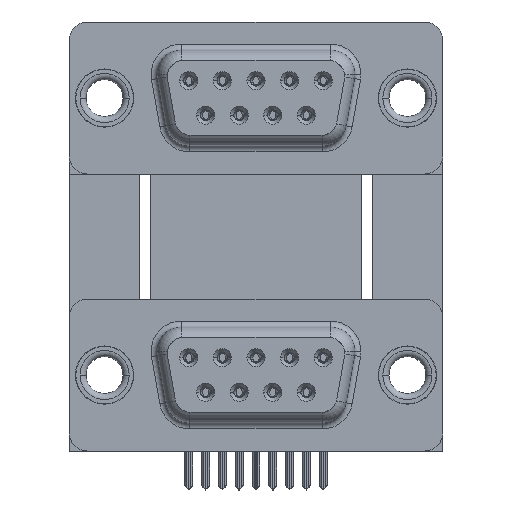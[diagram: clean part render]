
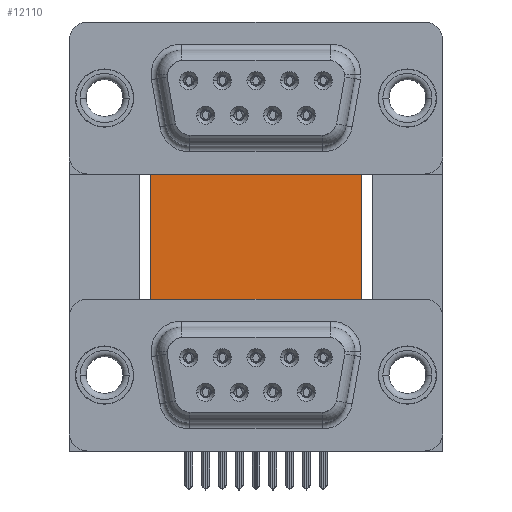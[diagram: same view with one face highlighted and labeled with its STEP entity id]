
A CAD part, top view. The second image highlights one B-rep face of the part: STEP entity #12110.
In plain terms, the highlighted planar face has unit normal (0, 0, 1).
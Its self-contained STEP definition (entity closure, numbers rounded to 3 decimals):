
#586 = DIRECTION ( 'NONE',  ( 0., -1., 0. ) ) ;
#674 = CARTESIAN_POINT ( 'NONE',  ( 3.79, 16.585, -12. ) ) ;
#897 = VERTEX_POINT ( 'NONE', #2487 ) ;
#1851 = LINE ( 'NONE', #5482, #15702 ) ;
#2487 = CARTESIAN_POINT ( 'NONE',  ( 3.79, -0.735, -12. ) ) ;
#3085 = CARTESIAN_POINT ( 'NONE',  ( 22.09, -3.735, -12. ) ) ;
#3140 = ORIENTED_EDGE ( 'NONE', *, *, #28690, .T. ) ;
#3545 = LINE ( 'NONE', #13356, #9510 ) ;
#3811 = DIRECTION ( 'NONE',  ( 1., 0., 0. ) ) ;
#4087 = DIRECTION ( 'NONE',  ( 0., -1., 0. ) ) ;
#4296 = LINE ( 'NONE', #674, #6358 ) ;
#4824 = DIRECTION ( 'NONE',  ( -1., 0., 0. ) ) ;
#5254 = PLANE ( 'NONE',  #14331 ) ;
#5482 = CARTESIAN_POINT ( 'NONE',  ( 22.09, -4.635, -12. ) ) ;
#5644 = VECTOR ( 'NONE', #22650, 1000. ) ;
#5703 = EDGE_CURVE ( 'NONE', #11075, #28527, #11877, .T. ) ;
#6192 = EDGE_CURVE ( 'NONE', #9379, #29404, #1851, .T. ) ;
#6327 = LINE ( 'NONE', #41633, #34980 ) ;
#6358 = VECTOR ( 'NONE', #4087, 1000. ) ;
#7639 = EDGE_CURVE ( 'NONE', #28527, #9379, #35009, .T. ) ;
#8258 = FACE_OUTER_BOUND ( 'NONE', #30003, .T. ) ;
#8675 = DIRECTION ( 'NONE',  ( 1., 0., 0. ) ) ;
#9379 = VERTEX_POINT ( 'NONE', #34585 ) ;
#9510 = VECTOR ( 'NONE', #10158, 1000. ) ;
#10158 = DIRECTION ( 'NONE',  ( -0.336, 0.942, 0. ) ) ;
#10702 = CARTESIAN_POINT ( 'NONE',  ( 2.4, -4.635, -12. ) ) ;
#10877 = VECTOR ( 'NONE', #8675, 1000. ) ;
#11075 = VERTEX_POINT ( 'NONE', #11336 ) ;
#11336 = CARTESIAN_POINT ( 'NONE',  ( 2.9, -3.735, -12. ) ) ;
#11877 = LINE ( 'NONE', #37791, #10877 ) ;
#12110 = ADVANCED_FACE ( 'NONE', ( #8258 ), #5254, .F. ) ;
#12312 = CARTESIAN_POINT ( 'NONE',  ( 21.2, 16.585, -12. ) ) ;
#12757 = CARTESIAN_POINT ( 'NONE',  ( 2.9, -4.635, -12. ) ) ;
#13356 = CARTESIAN_POINT ( 'NONE',  ( 22.59, -4.635, -12. ) ) ;
#14331 = AXIS2_PLACEMENT_3D ( 'NONE', #34599, #27369, #4824 ) ;
#14854 = CARTESIAN_POINT ( 'NONE',  ( 2.4, -4.635, -12. ) ) ;
#14911 = ORIENTED_EDGE ( 'NONE', *, *, #34912, .T. ) ;
#15022 = EDGE_CURVE ( 'NONE', #897, #25974, #20591, .T. ) ;
#15702 = VECTOR ( 'NONE', #24207, 1000. ) ;
#16786 = LINE ( 'NONE', #29729, #17292 ) ;
#17292 = VECTOR ( 'NONE', #586, 1000. ) ;
#17960 = DIRECTION ( 'NONE',  ( 1., 0., 0. ) ) ;
#19102 = ORIENTED_EDGE ( 'NONE', *, *, #15022, .T. ) ;
#19289 = DIRECTION ( 'NONE',  ( 0., 1., 0. ) ) ;
#19761 = LINE ( 'NONE', #23386, #36049 ) ;
#20591 = LINE ( 'NONE', #14854, #37351 ) ;
#22216 = VERTEX_POINT ( 'NONE', #33455 ) ;
#22650 = DIRECTION ( 'NONE',  ( 0., -1., 0. ) ) ;
#23386 = CARTESIAN_POINT ( 'NONE',  ( 3.79, 16.585, -12. ) ) ;
#23733 = EDGE_CURVE ( 'NONE', #40085, #30982, #19761, .T. ) ;
#24207 = DIRECTION ( 'NONE',  ( 1., 0., 0. ) ) ;
#25217 = VERTEX_POINT ( 'NONE', #12757 ) ;
#25974 = VERTEX_POINT ( 'NONE', #10702 ) ;
#27168 = ORIENTED_EDGE ( 'NONE', *, *, #5703, .T. ) ;
#27214 = EDGE_CURVE ( 'NONE', #40085, #897, #4296, .T. ) ;
#27369 = DIRECTION ( 'NONE',  ( 0., 0., -1. ) ) ;
#28429 = CARTESIAN_POINT ( 'NONE',  ( 22.59, -4.635, -12. ) ) ;
#28527 = VERTEX_POINT ( 'NONE', #38222 ) ;
#28690 = EDGE_CURVE ( 'NONE', #25974, #25217, #30092, .T. ) ;
#29109 = EDGE_CURVE ( 'NONE', #30982, #22216, #16786, .T. ) ;
#29404 = VERTEX_POINT ( 'NONE', #28429 ) ;
#29422 = EDGE_CURVE ( 'NONE', #25217, #11075, #6327, .T. ) ;
#29729 = CARTESIAN_POINT ( 'NONE',  ( 21.2, 16.585, -12. ) ) ;
#30003 = EDGE_LOOP ( 'NONE', ( #27168, #30491, #38794, #14911, #36301, #41036, #40992, #19102, #3140, #41394 ) ) ;
#30092 = LINE ( 'NONE', #30720, #34242 ) ;
#30491 = ORIENTED_EDGE ( 'NONE', *, *, #7639, .T. ) ;
#30720 = CARTESIAN_POINT ( 'NONE',  ( 2.9, -4.635, -12. ) ) ;
#30982 = VERTEX_POINT ( 'NONE', #12312 ) ;
#33455 = CARTESIAN_POINT ( 'NONE',  ( 21.2, -0.735, -12. ) ) ;
#34242 = VECTOR ( 'NONE', #17960, 1000. ) ;
#34462 = CARTESIAN_POINT ( 'NONE',  ( 3.79, 16.585, -12. ) ) ;
#34585 = CARTESIAN_POINT ( 'NONE',  ( 22.09, -4.635, -12. ) ) ;
#34599 = CARTESIAN_POINT ( 'NONE',  ( 3.79, 16.585, -12. ) ) ;
#34912 = EDGE_CURVE ( 'NONE', #29404, #22216, #3545, .T. ) ;
#34980 = VECTOR ( 'NONE', #19289, 1000. ) ;
#35009 = LINE ( 'NONE', #3085, #5644 ) ;
#36049 = VECTOR ( 'NONE', #3811, 1000. ) ;
#36301 = ORIENTED_EDGE ( 'NONE', *, *, #29109, .F. ) ;
#37351 = VECTOR ( 'NONE', #37599, 1000. ) ;
#37599 = DIRECTION ( 'NONE',  ( -0.336, -0.942, 0. ) ) ;
#37791 = CARTESIAN_POINT ( 'NONE',  ( 3.79, -3.735, -12. ) ) ;
#38222 = CARTESIAN_POINT ( 'NONE',  ( 22.09, -3.735, -12. ) ) ;
#38794 = ORIENTED_EDGE ( 'NONE', *, *, #6192, .T. ) ;
#40085 = VERTEX_POINT ( 'NONE', #34462 ) ;
#40992 = ORIENTED_EDGE ( 'NONE', *, *, #27214, .T. ) ;
#41036 = ORIENTED_EDGE ( 'NONE', *, *, #23733, .F. ) ;
#41394 = ORIENTED_EDGE ( 'NONE', *, *, #29422, .T. ) ;
#41633 = CARTESIAN_POINT ( 'NONE',  ( 2.9, -3.735, -12. ) ) ;
